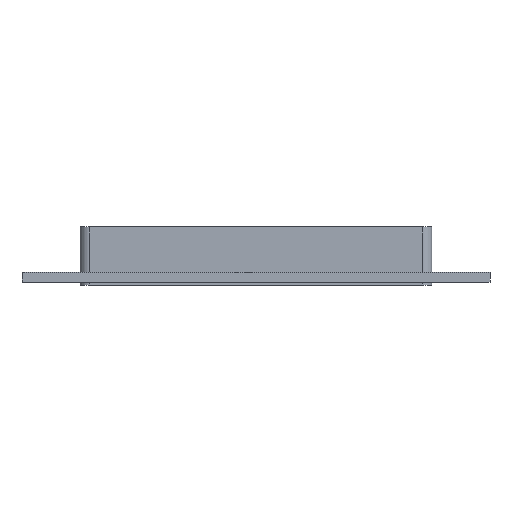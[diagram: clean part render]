
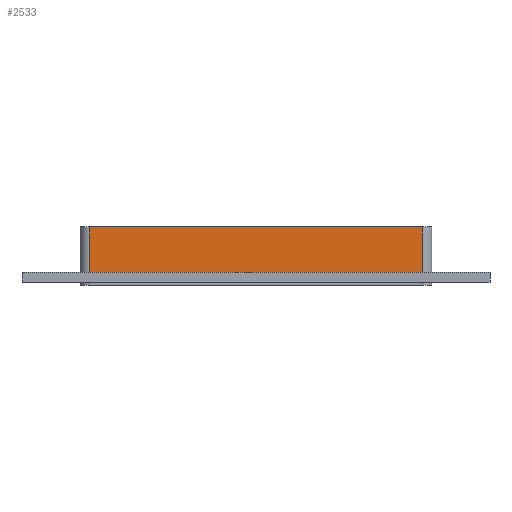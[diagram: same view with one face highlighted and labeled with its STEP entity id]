
A CAD part, left-side view. The second image highlights one B-rep face of the part: STEP entity #2533.
In plain terms, the highlighted planar face has unit normal (-1, 0, 0).
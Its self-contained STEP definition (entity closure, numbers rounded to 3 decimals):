
#797=CARTESIAN_POINT('',(-200.75,-171.5,-17.0));
#798=VERTEX_POINT('',#797);
#806=CARTESIAN_POINT('',(-200.75,171.5,-17.0));
#807=VERTEX_POINT('',#806);
#808=CARTESIAN_POINT('',(-200.75,171.5,-17.0));
#809=DIRECTION('',(0.0,-1.0,0.0));
#810=VECTOR('',#809,343.);
#811=LINE('',#808,#810);
#812=EDGE_CURVE('',#807,#798,#811,.T.);
#1576=CARTESIAN_POINT('',(-200.75,-171.5,30.0));
#1577=VERTEX_POINT('',#1576);
#1585=CARTESIAN_POINT('',(-200.75,-171.5,30.0));
#1586=DIRECTION('',(0.0,0.0,-1.0));
#1587=VECTOR('',#1586,47.0);
#1588=LINE('',#1585,#1587);
#1589=EDGE_CURVE('',#1577,#798,#1588,.T.);
#1600=CARTESIAN_POINT('',(-200.75,171.5,30.0));
#1601=VERTEX_POINT('',#1600);
#1602=CARTESIAN_POINT('',(-200.75,171.5,-17.0));
#1603=DIRECTION('',(0.0,0.0,1.0));
#1604=VECTOR('',#1603,47.0);
#1605=LINE('',#1602,#1604);
#1606=EDGE_CURVE('',#807,#1601,#1605,.T.);
#2517=CARTESIAN_POINT('',(-200.75,181.5,0.0));
#2518=DIRECTION('',(-1.0,0.0,0.0));
#2519=DIRECTION('',(0.0,-1.0,0.0));
#2520=AXIS2_PLACEMENT_3D('',#2517,#2518,#2519);
#2521=PLANE('',#2520);
#2522=ORIENTED_EDGE('',*,*,#812,.T.);
#2523=ORIENTED_EDGE('',*,*,#1589,.F.);
#2524=CARTESIAN_POINT('',(-200.75,171.5,30.0));
#2525=DIRECTION('',(0.0,-1.0,0.0));
#2526=VECTOR('',#2525,343.);
#2527=LINE('',#2524,#2526);
#2528=EDGE_CURVE('',#1601,#1577,#2527,.T.);
#2529=ORIENTED_EDGE('',*,*,#2528,.F.);
#2530=ORIENTED_EDGE('',*,*,#1606,.F.);
#2531=EDGE_LOOP('',(#2522,#2523,#2529,#2530));
#2532=FACE_OUTER_BOUND('',#2531,.T.);
#2533=ADVANCED_FACE('',(#2532),#2521,.T.);
